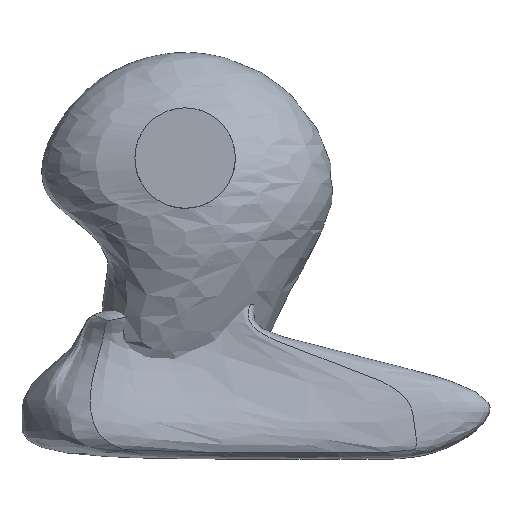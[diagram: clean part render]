
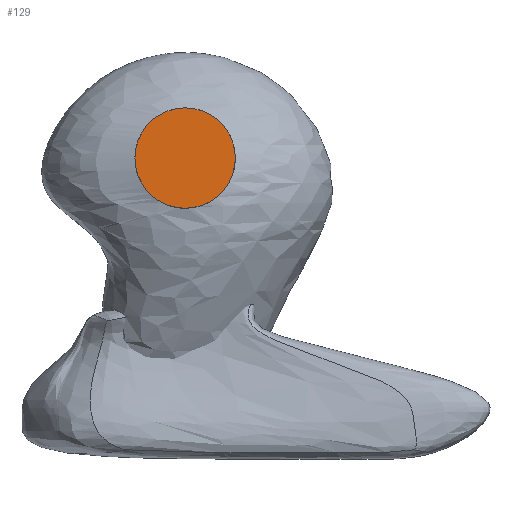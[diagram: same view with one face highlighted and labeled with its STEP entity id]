
A CAD part, top view. The second image highlights one B-rep face of the part: STEP entity #129.
In plain terms, the highlighted planar face has unit normal (0, 0, 1).
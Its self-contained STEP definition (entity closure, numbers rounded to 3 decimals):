
#25=PLANE('',#163);
#27=FACE_OUTER_BOUND('',#36,.T.);
#36=EDGE_LOOP('',(#98));
#62=CIRCLE('',#162,5.);
#63=VERTEX_POINT('',#175);
#76=EDGE_CURVE('',#63,#63,#62,.T.);
#98=ORIENTED_EDGE('',*,*,#76,.F.);
#129=ADVANCED_FACE('',(#27),#25,.T.);
#162=AXIS2_PLACEMENT_3D('',#176,#168,#169);
#163=AXIS2_PLACEMENT_3D('',#226,#171,#172);
#168=DIRECTION('center_axis',(0.,0.,-1.));
#169=DIRECTION('ref_axis',(1.,0.,0.));
#171=DIRECTION('center_axis',(0.,0.,1.));
#172=DIRECTION('ref_axis',(1.,0.,0.));
#175=CARTESIAN_POINT('',(-5.,5.,15.));
#176=CARTESIAN_POINT('Origin',(0.,5.,15.));
#226=CARTESIAN_POINT('Origin',(0.,5.,15.));
